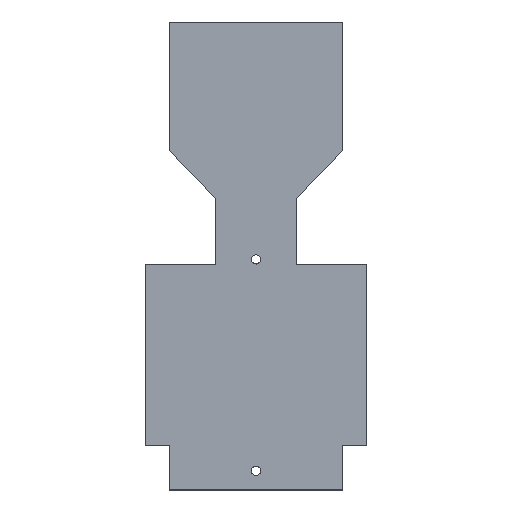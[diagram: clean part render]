
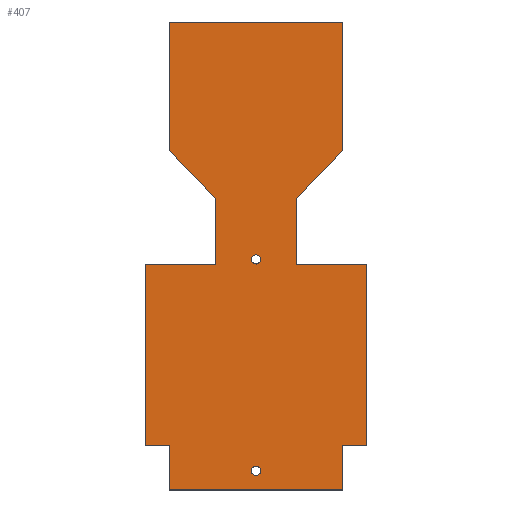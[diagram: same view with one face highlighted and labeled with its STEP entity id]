
A CAD part, top view. The second image highlights one B-rep face of the part: STEP entity #407.
In plain terms, the highlighted planar face has unit normal (0, 0, 1).
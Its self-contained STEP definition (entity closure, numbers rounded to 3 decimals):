
#19=FACE_BOUND('',#80,.T.);
#20=FACE_BOUND('',#81,.T.);
#39=PLANE('',#446);
#59=FACE_OUTER_BOUND('',#79,.T.);
#79=EDGE_LOOP('',(#351,#352,#353,#354,#355,#356,#357,#358,#359,#360,#361,
#362,#363,#364,#365,#366));
#80=EDGE_LOOP('',(#367));
#81=EDGE_LOOP('',(#368));
#89=LINE('',#574,#139);
#93=LINE('',#583,#143);
#97=LINE('',#590,#147);
#100=LINE('',#596,#150);
#103=LINE('',#602,#153);
#106=LINE('',#608,#156);
#108=LINE('',#611,#158);
#111=LINE('',#619,#161);
#114=LINE('',#623,#164);
#116=LINE('',#628,#166);
#119=LINE('',#634,#169);
#122=LINE('',#640,#172);
#125=LINE('',#646,#175);
#128=LINE('',#652,#178);
#131=LINE('',#658,#181);
#134=LINE('',#662,#184);
#139=VECTOR('',#471,10.);
#143=VECTOR('',#477,10.);
#147=VECTOR('',#483,10.);
#150=VECTOR('',#488,10.);
#153=VECTOR('',#493,10.);
#156=VECTOR('',#498,10.);
#158=VECTOR('',#502,10.);
#161=VECTOR('',#507,10.);
#164=VECTOR('',#512,10.);
#166=VECTOR('',#516,10.);
#169=VECTOR('',#521,10.);
#172=VECTOR('',#526,10.);
#175=VECTOR('',#531,10.);
#178=VECTOR('',#536,10.);
#181=VECTOR('',#541,10.);
#184=VECTOR('',#546,10.);
#186=CIRCLE('',#426,1.15);
#188=CIRCLE('',#429,1.15);
#190=VERTEX_POINT('',#558);
#192=VERTEX_POINT('',#564);
#195=VERTEX_POINT('',#571);
#196=VERTEX_POINT('',#573);
#199=VERTEX_POINT('',#580);
#200=VERTEX_POINT('',#582);
#202=VERTEX_POINT('',#588);
#204=VERTEX_POINT('',#594);
#206=VERTEX_POINT('',#600);
#208=VERTEX_POINT('',#606);
#211=VERTEX_POINT('',#616);
#212=VERTEX_POINT('',#618);
#214=VERTEX_POINT('',#627);
#216=VERTEX_POINT('',#633);
#218=VERTEX_POINT('',#639);
#220=VERTEX_POINT('',#645);
#222=VERTEX_POINT('',#651);
#224=VERTEX_POINT('',#657);
#227=EDGE_CURVE('',#190,#190,#186,.T.);
#230=EDGE_CURVE('',#192,#192,#188,.T.);
#233=EDGE_CURVE('',#195,#196,#89,.T.);
#237=EDGE_CURVE('',#199,#200,#93,.T.);
#241=EDGE_CURVE('',#202,#199,#97,.T.);
#244=EDGE_CURVE('',#204,#202,#100,.T.);
#247=EDGE_CURVE('',#206,#204,#103,.T.);
#250=EDGE_CURVE('',#208,#206,#106,.T.);
#252=EDGE_CURVE('',#196,#208,#108,.T.);
#255=EDGE_CURVE('',#212,#211,#111,.T.);
#258=EDGE_CURVE('',#212,#195,#114,.T.);
#260=EDGE_CURVE('',#214,#200,#116,.T.);
#263=EDGE_CURVE('',#216,#214,#119,.T.);
#266=EDGE_CURVE('',#218,#216,#122,.T.);
#269=EDGE_CURVE('',#220,#218,#125,.T.);
#272=EDGE_CURVE('',#222,#220,#128,.T.);
#275=EDGE_CURVE('',#224,#222,#131,.T.);
#278=EDGE_CURVE('',#211,#224,#134,.T.);
#351=ORIENTED_EDGE('',*,*,#278,.T.);
#352=ORIENTED_EDGE('',*,*,#275,.T.);
#353=ORIENTED_EDGE('',*,*,#272,.T.);
#354=ORIENTED_EDGE('',*,*,#269,.T.);
#355=ORIENTED_EDGE('',*,*,#266,.T.);
#356=ORIENTED_EDGE('',*,*,#263,.T.);
#357=ORIENTED_EDGE('',*,*,#260,.T.);
#358=ORIENTED_EDGE('',*,*,#237,.F.);
#359=ORIENTED_EDGE('',*,*,#241,.F.);
#360=ORIENTED_EDGE('',*,*,#244,.F.);
#361=ORIENTED_EDGE('',*,*,#247,.F.);
#362=ORIENTED_EDGE('',*,*,#250,.F.);
#363=ORIENTED_EDGE('',*,*,#252,.F.);
#364=ORIENTED_EDGE('',*,*,#233,.F.);
#365=ORIENTED_EDGE('',*,*,#258,.F.);
#366=ORIENTED_EDGE('',*,*,#255,.T.);
#367=ORIENTED_EDGE('',*,*,#227,.T.);
#368=ORIENTED_EDGE('',*,*,#230,.T.);
#407=ADVANCED_FACE('',(#59,#19,#20),#39,.T.);
#426=AXIS2_PLACEMENT_3D('',#560,#458,#459);
#429=AXIS2_PLACEMENT_3D('',#566,#465,#466);
#446=AXIS2_PLACEMENT_3D('',#663,#547,#548);
#458=DIRECTION('center_axis',(0.,0.,-1.));
#459=DIRECTION('ref_axis',(1.,0.,0.));
#465=DIRECTION('center_axis',(0.,0.,-1.));
#466=DIRECTION('ref_axis',(1.,0.,0.));
#471=DIRECTION('',(0.,-1.,0.));
#477=DIRECTION('',(0.,-1.,0.));
#483=DIRECTION('',(-1.,0.,0.));
#488=DIRECTION('',(0.,-1.,0.));
#493=DIRECTION('',(1.,0.,0.));
#498=DIRECTION('',(0.,-1.,0.));
#502=DIRECTION('',(-0.692,-0.722,0.));
#507=DIRECTION('',(0.,-1.,0.));
#512=DIRECTION('',(1.,0.,0.));
#516=DIRECTION('',(1.,0.,0.));
#521=DIRECTION('',(0.,-1.,0.));
#526=DIRECTION('',(1.,0.,0.));
#531=DIRECTION('',(0.,-1.,0.));
#536=DIRECTION('',(-1.,0.,0.));
#541=DIRECTION('',(0.,-1.,0.));
#546=DIRECTION('',(0.692,-0.722,0.));
#547=DIRECTION('center_axis',(0.,0.,1.));
#548=DIRECTION('ref_axis',(1.,0.,0.));
#558=CARTESIAN_POINT('',(-1.15,-50.25,1.2));
#560=CARTESIAN_POINT('Origin',(0.,-50.25,1.2));
#564=CARTESIAN_POINT('',(-1.15,2.15,1.2));
#566=CARTESIAN_POINT('Origin',(0.,2.15,1.2));
#571=CARTESIAN_POINT('',(21.5,61.,1.2));
#573=CARTESIAN_POINT('',(21.5,29.15,1.2));
#574=CARTESIAN_POINT('',(21.5,29.15,1.2));
#580=CARTESIAN_POINT('',(21.5,-44.,1.2));
#582=CARTESIAN_POINT('',(21.5,-55.,1.2));
#583=CARTESIAN_POINT('',(21.5,-55.,1.2));
#588=CARTESIAN_POINT('',(27.5,-44.,1.2));
#590=CARTESIAN_POINT('',(27.5,-44.,1.2));
#594=CARTESIAN_POINT('',(27.5,1.,1.2));
#596=CARTESIAN_POINT('',(27.5,1.,1.2));
#600=CARTESIAN_POINT('',(10.,1.,1.2));
#602=CARTESIAN_POINT('',(10.,1.,1.2));
#606=CARTESIAN_POINT('',(10.,17.15,1.2));
#608=CARTESIAN_POINT('',(10.,1.,1.2));
#611=CARTESIAN_POINT('',(21.5,29.15,1.2));
#616=CARTESIAN_POINT('',(-21.5,29.15,1.2));
#618=CARTESIAN_POINT('',(-21.5,61.,1.2));
#619=CARTESIAN_POINT('',(-21.5,29.15,1.2));
#623=CARTESIAN_POINT('',(21.5,61.,1.2));
#627=CARTESIAN_POINT('',(-21.5,-55.,1.2));
#628=CARTESIAN_POINT('',(-21.5,-55.,1.2));
#633=CARTESIAN_POINT('',(-21.5,-44.,1.2));
#634=CARTESIAN_POINT('',(-21.5,-55.,1.2));
#639=CARTESIAN_POINT('',(-27.5,-44.,1.2));
#640=CARTESIAN_POINT('',(-27.5,-44.,1.2));
#645=CARTESIAN_POINT('',(-27.5,1.,1.2));
#646=CARTESIAN_POINT('',(-27.5,1.,1.2));
#651=CARTESIAN_POINT('',(-10.,1.,1.2));
#652=CARTESIAN_POINT('',(-10.,1.,1.2));
#657=CARTESIAN_POINT('',(-10.,17.15,1.2));
#658=CARTESIAN_POINT('',(-10.,1.,1.2));
#662=CARTESIAN_POINT('',(-21.5,29.15,1.2));
#663=CARTESIAN_POINT('Origin',(-13.75,3.,1.2));
